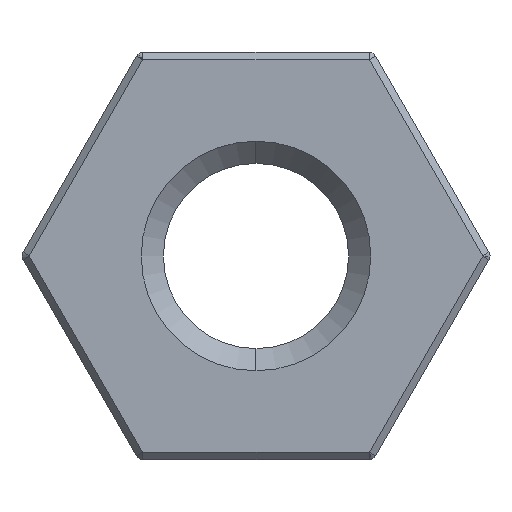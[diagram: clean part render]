
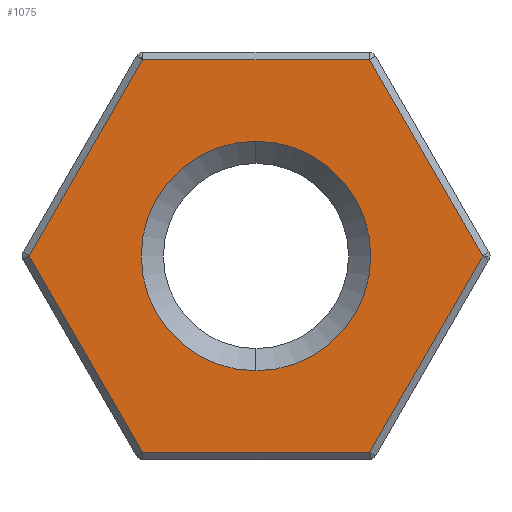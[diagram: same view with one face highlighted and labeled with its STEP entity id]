
A CAD part, front view. The second image highlights one B-rep face of the part: STEP entity #1075.
In plain terms, the highlighted planar face has unit normal (0, -1, 0).
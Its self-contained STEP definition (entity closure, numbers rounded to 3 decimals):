
#5 = ORIENTED_EDGE ( 'NONE', *, *, #407, .T. ) ;
#12 = CARTESIAN_POINT ( 'NONE',  ( 0., 0., 0. ) ) ;
#13 = DIRECTION ( 'NONE',  ( 0.5, 0., -0.866 ) ) ;
#38 = VERTEX_POINT ( 'NONE', #901 ) ;
#49 = VECTOR ( 'NONE', #13, 1000. ) ;
#56 = DIRECTION ( 'NONE',  ( 0.5, 0., 0.866 ) ) ;
#72 = LINE ( 'NONE', #712, #49 ) ;
#86 = ORIENTED_EDGE ( 'NONE', *, *, #677, .T. ) ;
#106 = DIRECTION ( 'NONE',  ( 0., 0., -1. ) ) ;
#119 = LINE ( 'NONE', #332, #784 ) ;
#128 = EDGE_CURVE ( 'NONE', #1068, #247, #735, .T. ) ;
#138 = DIRECTION ( 'NONE',  ( 0., -1., 0. ) ) ;
#140 = VERTEX_POINT ( 'NONE', #1136 ) ;
#196 = CARTESIAN_POINT ( 'NONE',  ( 1.53, 0., 2.65 ) ) ;
#238 = LINE ( 'NONE', #938, #1142 ) ;
#247 = VERTEX_POINT ( 'NONE', #700 ) ;
#281 = VECTOR ( 'NONE', #530, 1000. ) ;
#283 = CARTESIAN_POINT ( 'NONE',  ( 3.06, 0., 0. ) ) ;
#299 = EDGE_CURVE ( 'NONE', #38, #140, #797, .T. ) ;
#316 = ORIENTED_EDGE ( 'NONE', *, *, #934, .F. ) ;
#322 = CARTESIAN_POINT ( 'NONE',  ( 0., 0., 5.5 ) ) ;
#332 = CARTESIAN_POINT ( 'NONE',  ( 1.53, 0., -2.65 ) ) ;
#341 = EDGE_LOOP ( 'NONE', ( #316, #905 ) ) ;
#344 = DIRECTION ( 'NONE',  ( -0.5, 0., -0.866 ) ) ;
#365 = CARTESIAN_POINT ( 'NONE',  ( 1.53, 0., 2.65 ) ) ;
#398 = VERTEX_POINT ( 'NONE', #916 ) ;
#404 = FACE_BOUND ( 'NONE', #341, .T. ) ;
#405 = DIRECTION ( 'NONE',  ( 0., -1., 0. ) ) ;
#407 = EDGE_CURVE ( 'NONE', #685, #1068, #1106, .T. ) ;
#446 = AXIS2_PLACEMENT_3D ( 'NONE', #322, #405, #1020 ) ;
#448 = EDGE_CURVE ( 'NONE', #398, #888, #119, .T. ) ;
#457 = EDGE_LOOP ( 'NONE', ( #86, #580, #878, #1110, #5, #855 ) ) ;
#460 = FACE_OUTER_BOUND ( 'NONE', #457, .T. ) ;
#492 = VECTOR ( 'NONE', #344, 1000. ) ;
#530 = DIRECTION ( 'NONE',  ( -0.5, 0., 0.866 ) ) ;
#547 = CARTESIAN_POINT ( 'NONE',  ( 1.53, 0., -2.65 ) ) ;
#549 = DIRECTION ( 'NONE',  ( -1., 0., 0. ) ) ;
#580 = ORIENTED_EDGE ( 'NONE', *, *, #448, .T. ) ;
#609 = DIRECTION ( 'NONE',  ( 0., -1., 0. ) ) ;
#648 = CARTESIAN_POINT ( 'NONE',  ( 0., 0., 0. ) ) ;
#663 = CARTESIAN_POINT ( 'NONE',  ( -1.53, 0., 2.65 ) ) ;
#677 = EDGE_CURVE ( 'NONE', #247, #398, #72, .T. ) ;
#685 = VERTEX_POINT ( 'NONE', #196 ) ;
#690 = VERTEX_POINT ( 'NONE', #283 ) ;
#700 = CARTESIAN_POINT ( 'NONE',  ( -3.06, 0., 0. ) ) ;
#704 = EDGE_CURVE ( 'NONE', #690, #685, #746, .T. ) ;
#712 = CARTESIAN_POINT ( 'NONE',  ( -1.53, 0., -2.65 ) ) ;
#735 = LINE ( 'NONE', #873, #492 ) ;
#745 = DIRECTION ( 'NONE',  ( 0., 0., -1. ) ) ;
#746 = LINE ( 'NONE', #365, #281 ) ;
#753 = CIRCLE ( 'NONE', #1000, 1.55 ) ;
#784 = VECTOR ( 'NONE', #858, 1000. ) ;
#797 = CIRCLE ( 'NONE', #856, 1.55 ) ;
#842 = VECTOR ( 'NONE', #549, 1000. ) ;
#855 = ORIENTED_EDGE ( 'NONE', *, *, #128, .T. ) ;
#856 = AXIS2_PLACEMENT_3D ( 'NONE', #12, #609, #106 ) ;
#858 = DIRECTION ( 'NONE',  ( 1., 0., 0. ) ) ;
#873 = CARTESIAN_POINT ( 'NONE',  ( -3.06, 0., 0. ) ) ;
#878 = ORIENTED_EDGE ( 'NONE', *, *, #1001, .T. ) ;
#888 = VERTEX_POINT ( 'NONE', #547 ) ;
#901 = CARTESIAN_POINT ( 'NONE',  ( 0., 0., 1.55 ) ) ;
#905 = ORIENTED_EDGE ( 'NONE', *, *, #299, .F. ) ;
#916 = CARTESIAN_POINT ( 'NONE',  ( -1.53, 0., -2.65 ) ) ;
#934 = EDGE_CURVE ( 'NONE', #140, #38, #753, .T. ) ;
#938 = CARTESIAN_POINT ( 'NONE',  ( 3.06, 0., 0. ) ) ;
#992 = CARTESIAN_POINT ( 'NONE',  ( -1.53, 0., 2.65 ) ) ;
#1000 = AXIS2_PLACEMENT_3D ( 'NONE', #648, #138, #745 ) ;
#1001 = EDGE_CURVE ( 'NONE', #888, #690, #238, .T. ) ;
#1020 = DIRECTION ( 'NONE',  ( 0., 0., -1. ) ) ;
#1068 = VERTEX_POINT ( 'NONE', #663 ) ;
#1075 = ADVANCED_FACE ( 'NONE', ( #460, #404 ), #1109, .T. ) ;
#1106 = LINE ( 'NONE', #992, #842 ) ;
#1109 = PLANE ( 'NONE',  #446 ) ;
#1110 = ORIENTED_EDGE ( 'NONE', *, *, #704, .T. ) ;
#1136 = CARTESIAN_POINT ( 'NONE',  ( 0., 0., -1.55 ) ) ;
#1142 = VECTOR ( 'NONE', #56, 1000. ) ;
